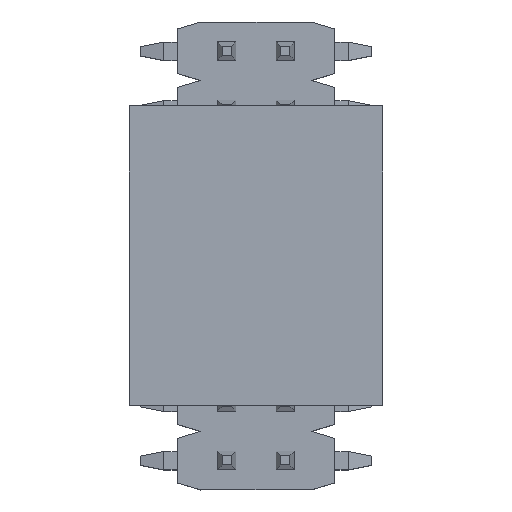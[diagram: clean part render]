
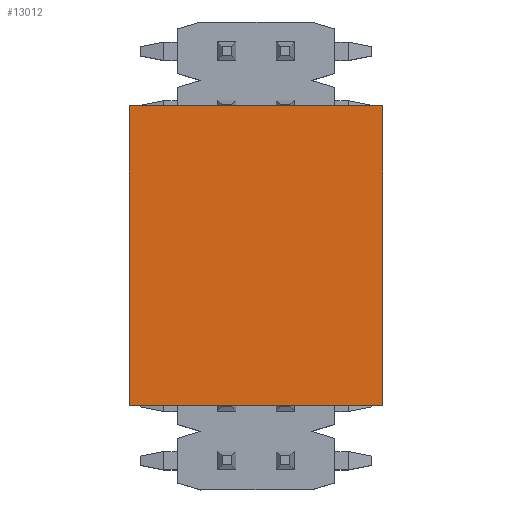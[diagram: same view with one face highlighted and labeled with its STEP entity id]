
A CAD part, top view. The second image highlights one B-rep face of the part: STEP entity #13012.
In plain terms, the highlighted planar face has unit normal (0, 0, 1).
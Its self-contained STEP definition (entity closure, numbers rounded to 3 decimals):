
#1230=ORIENTED_EDGE('',*,*,#3650,.T.);
#1231=ORIENTED_EDGE('',*,*,#3651,.F.);
#1232=ORIENTED_EDGE('',*,*,#3652,.F.);
#1233=ORIENTED_EDGE('',*,*,#3649,.T.);
#3649=EDGE_CURVE('',#4896,#4897,#5947,.T.);
#3650=EDGE_CURVE('',#4897,#4898,#5948,.T.);
#3651=EDGE_CURVE('',#4899,#4898,#5949,.T.);
#3652=EDGE_CURVE('',#4896,#4899,#5950,.T.);
#4896=VERTEX_POINT('',#17673);
#4897=VERTEX_POINT('',#17675);
#4898=VERTEX_POINT('',#17679);
#4899=VERTEX_POINT('',#17681);
#5947=LINE('',#17676,#7227);
#5948=LINE('',#17678,#7228);
#5949=LINE('',#17680,#7229);
#5950=LINE('',#17682,#7230);
#7227=VECTOR('',#14908,1000.);
#7228=VECTOR('',#14911,1000.);
#7229=VECTOR('',#14912,1000.);
#7230=VECTOR('',#14913,1000.);
#8087=EDGE_LOOP('',(#1230,#1231,#1232,#1233));
#8611=FACE_BOUND('',#8087,.T.);
#9116=PLANE('',#13517);
#13012=ADVANCED_FACE('',(#8611),#9116,.F.);
#13517=AXIS2_PLACEMENT_3D('',#17677,#14909,#14910);
#14908=DIRECTION('',(1.,0.,0.));
#14909=DIRECTION('',(0.,0.,-1.));
#14910=DIRECTION('',(0.,1.,0.));
#14911=DIRECTION('',(0.,1.,0.));
#14912=DIRECTION('',(1.,0.,0.));
#14913=DIRECTION('',(0.,1.,0.));
#17673=CARTESIAN_POINT('',(-3.25,-2.75,5.055));
#17675=CARTESIAN_POINT('',(3.25,-2.75,5.055));
#17676=CARTESIAN_POINT('',(-3.25,-2.75,5.055));
#17677=CARTESIAN_POINT('',(-3.25,-2.75,5.055));
#17678=CARTESIAN_POINT('',(3.25,-2.75,5.055));
#17679=CARTESIAN_POINT('',(3.25,2.75,5.055));
#17680=CARTESIAN_POINT('',(-3.25,2.75,5.055));
#17681=CARTESIAN_POINT('',(-3.25,2.75,5.055));
#17682=CARTESIAN_POINT('',(-3.25,-2.75,5.055));
